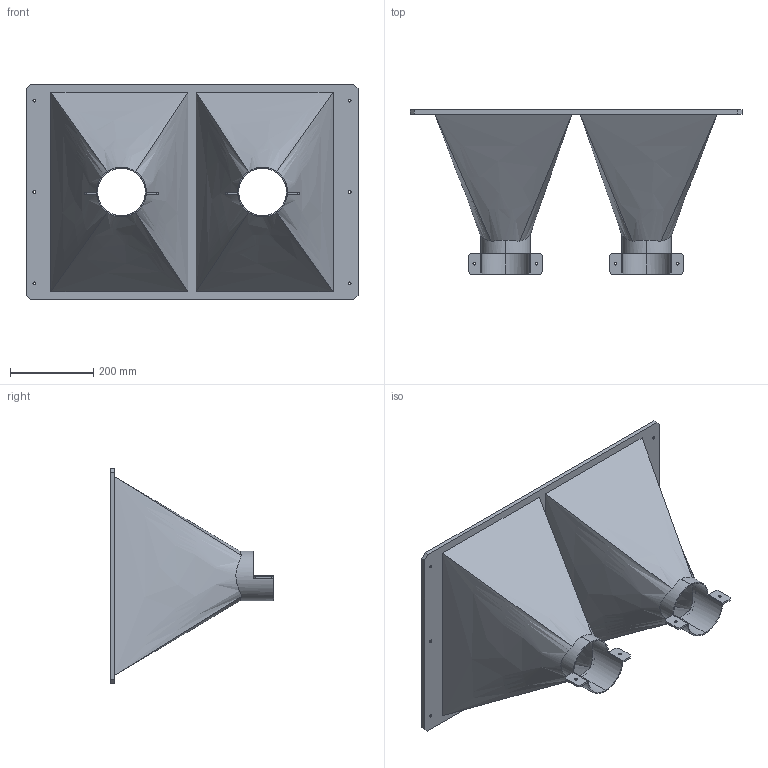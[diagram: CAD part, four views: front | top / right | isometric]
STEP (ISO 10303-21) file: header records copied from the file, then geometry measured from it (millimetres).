
FILE_DESCRIPTION (( 'STEP AP214' ), '1' );
FILE_NAME ('NEW CONE 1.STEP', '2025-11-21T09:45:26', ( '' ), ( '' ), 'SwSTEP 2.0', 'SolidWorks 2015', '' );
FILE_SCHEMA (( 'AUTOMOTIVE_DESIGN' ));
Length unit declared in the file: millimetre
Products named in the file (2): NEW CONE 1
Bounding box: 800 x 395.01 x 520 mm (x, y, z)
Volume: 4391091.2 mm3; surface area: 1689787 mm2
Topology: 7 solids, 7 shells, 132 faces, 342 edges, 228 vertices
Faces by surface type: plane 76, cylinder 40, bspline 16
Entity records: 11827 total; most frequent: CARTESIAN_POINT 8520, ORIENTED_EDGE 684, DIRECTION 600, EDGE_CURVE 342, VERTEX_POINT 228, AXIS2_PLACEMENT_3D 208, VECTOR 184, LINE 184
